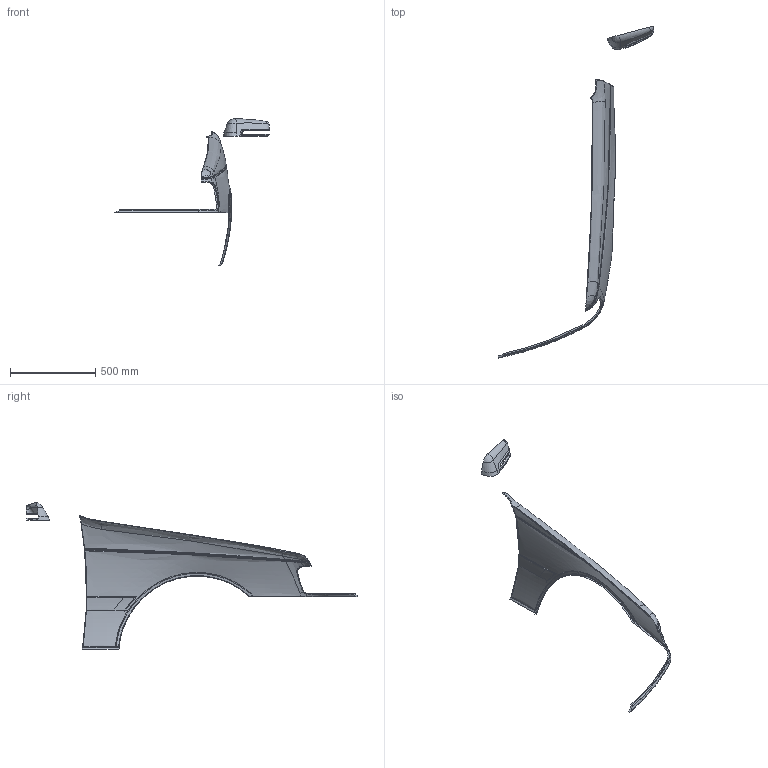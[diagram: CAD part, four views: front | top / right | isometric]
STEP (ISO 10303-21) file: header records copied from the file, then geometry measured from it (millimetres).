
FILE_DESCRIPTION(('FreeCAD Model'),'2;1');
FILE_NAME('Open CASCADE Shape Model','2025-05-04T19:36:01',('FreeCAD'),( 'FreeCAD'),'Open CASCADE STEP processor 7.6','FreeCAD','Unknown');
FILE_SCHEMA(('AUTOMOTIVE_DESIGN { 1 0 10303 214 1 1 1 1 }'));
Products named in the file (1): Open CASCADE STEP translator 7.6 1
Bounding box: 912.63 x 1944.13 x 860.87 mm (x, y, z)
Surface area: 653037.1 mm2 (no closed solid volume)
Topology: 0 solids, 3 shells, 156 faces, 388 edges, 233 vertices
Faces by surface type: bspline 156
Entity records: 33879 total; most frequent: CARTESIAN_POINT 31663, ORIENTED_EDGE 701, EDGE_CURVE 388, B_SPLINE_CURVE_WITH_KNOTS 294, VERTEX_POINT 233, ADVANCED_FACE 156, FACE_BOUND 156, EDGE_LOOP 156
